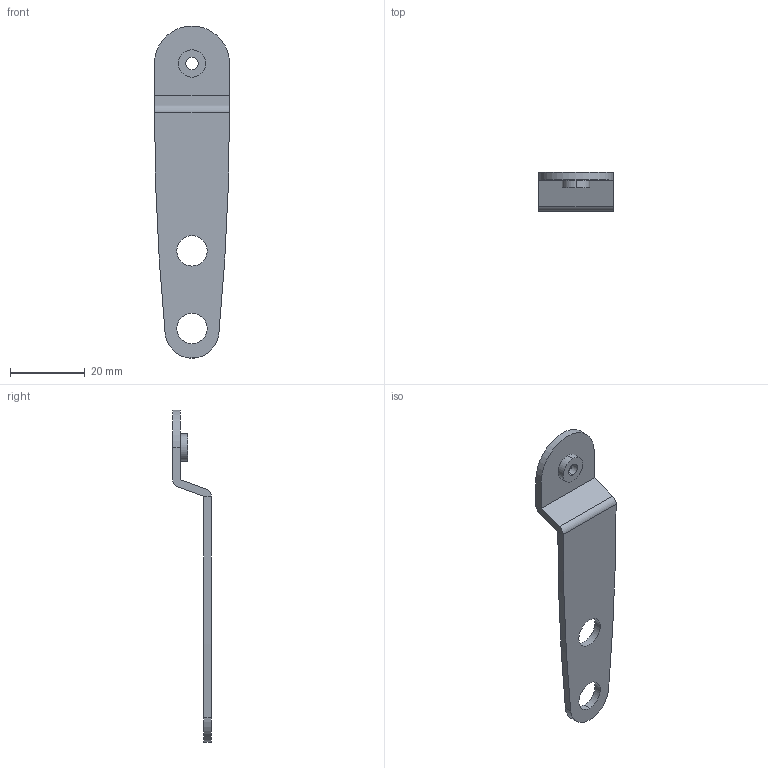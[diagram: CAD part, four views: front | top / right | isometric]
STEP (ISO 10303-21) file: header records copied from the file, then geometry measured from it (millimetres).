
FILE_DESCRIPTION (( 'STEP AP203' ), '1' );
FILE_NAME ('172520.step', '2025-08-14T18:03:16', ( '' ), ( '' ), 'SwSTEP 2.0', 'SolidWorks 2024', '' );
FILE_SCHEMA (( 'CONFIG_CONTROL_DESIGN' ));
Length unit declared in the file: millimetre
Products named in the file (1): 172520
Bounding box: 20 x 10.27 x 88.58 mm (x, y, z)
Volume: 3178.3 mm3; surface area: 3783.2 mm2
Topology: 2 solids, 2 shells, 26 faces, 62 edges, 40 vertices
Faces by surface type: cylinder 16, plane 10
Entity records: 857 total; most frequent: DIRECTION 148, CARTESIAN_POINT 129, ORIENTED_EDGE 124, EDGE_CURVE 62, AXIS2_PLACEMENT_3D 59, VERTEX_POINT 40, EDGE_LOOP 34, CIRCLE 32
